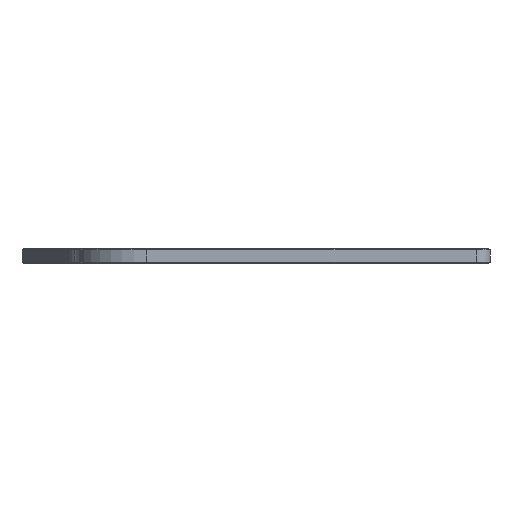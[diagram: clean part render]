
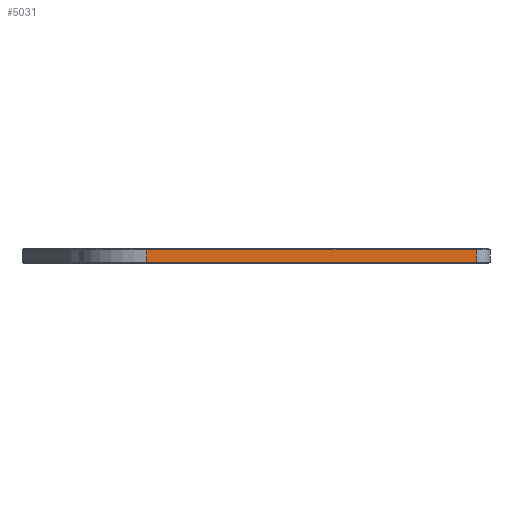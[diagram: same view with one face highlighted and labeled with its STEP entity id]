
A CAD part, front view. The second image highlights one B-rep face of the part: STEP entity #5031.
In plain terms, the highlighted planar face has unit normal (0, -1, 0).
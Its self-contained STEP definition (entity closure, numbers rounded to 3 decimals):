
#660=FACE_OUTER_BOUND('',#975,.T.);
#975=EDGE_LOOP('',(#4112,#4113,#4114,#4115));
#1412=LINE('',#8865,#1872);
#1421=LINE('',#8890,#1881);
#1422=LINE('',#8892,#1882);
#1423=LINE('',#8893,#1883);
#1872=VECTOR('',#6028,10.);
#1881=VECTOR('',#6055,10.);
#1882=VECTOR('',#6056,10.);
#1883=VECTOR('',#6057,10.);
#2383=VERTEX_POINT('',#8857);
#2385=VERTEX_POINT('',#8863);
#2392=VERTEX_POINT('',#8889);
#2393=VERTEX_POINT('',#8891);
#2979=EDGE_CURVE('',#2385,#2383,#1412,.T.);
#2992=EDGE_CURVE('',#2385,#2392,#1421,.T.);
#2993=EDGE_CURVE('',#2393,#2392,#1422,.T.);
#2994=EDGE_CURVE('',#2383,#2393,#1423,.T.);
#4112=ORIENTED_EDGE('',*,*,#2979,.F.);
#4113=ORIENTED_EDGE('',*,*,#2992,.T.);
#4114=ORIENTED_EDGE('',*,*,#2993,.F.);
#4115=ORIENTED_EDGE('',*,*,#2994,.F.);
#4831=PLANE('',#5299);
#5031=ADVANCED_FACE('',(#660),#4831,.T.);
#5299=AXIS2_PLACEMENT_3D('',#8888,#6053,#6054);
#6028=DIRECTION('',(-1.,0.,0.));
#6053=DIRECTION('center_axis',(0.,-1.,0.));
#6054=DIRECTION('ref_axis',(1.,0.,0.));
#6055=DIRECTION('',(0.,0.,1.));
#6056=DIRECTION('',(1.,0.,0.));
#6057=DIRECTION('',(0.,0.,1.));
#8857=CARTESIAN_POINT('',(-38.,-47.35,0.4));
#8863=CARTESIAN_POINT('',(76.5,-47.35,0.4));
#8865=CARTESIAN_POINT('',(-31.5,-47.35,0.4));
#8888=CARTESIAN_POINT('Origin',(-63.,-47.35,0.));
#8889=CARTESIAN_POINT('',(76.5,-47.35,4.6));
#8890=CARTESIAN_POINT('',(76.5,-47.35,0.));
#8891=CARTESIAN_POINT('',(-38.,-47.35,4.6));
#8892=CARTESIAN_POINT('',(-31.5,-47.35,4.6));
#8893=CARTESIAN_POINT('',(-38.,-47.35,0.));
